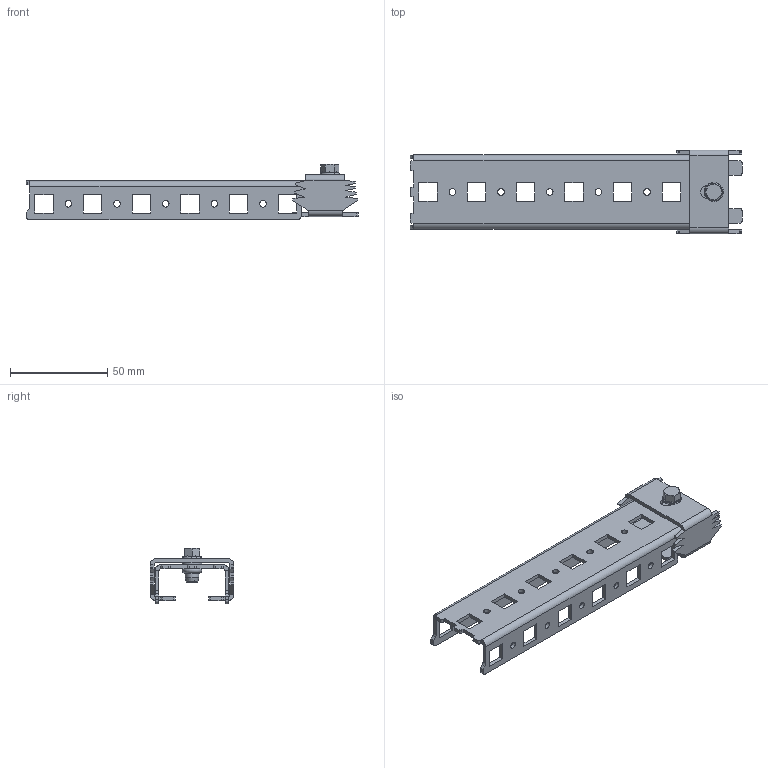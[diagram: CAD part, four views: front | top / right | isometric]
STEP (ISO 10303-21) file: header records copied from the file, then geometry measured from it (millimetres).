
FILE_DESCRIPTION (( 'STEP AP203' ), '1' );
FILE_NAME ('TI-00D-RS-020 TITAN Ðåéêà áîêîâàÿ 200 (2 øò_êîìïë) IEK.STEP', '2024-01-31T13:11:44', ( '' ), ( '' ), 'SwSTEP 2.0', 'SolidWorks 2022', '' );
FILE_SCHEMA (( 'CONFIG_CONTROL_DESIGN' ));
Length unit declared in the file: millimetre
Products named in the file (6): Заклёпка резьбовая_Заклёпка резьбовая М5; TI-00D-RS-020 TITAN Рейка боковая 200 (2 шт_компл) IEK; Болт фланцевый DIN 6921_M5x12; КИВА 240.03.10-15СБ_-20 (В=200); КИВА 240.03.11-15_-20 (В=200); КИВА 240.03.01
Assembly tree (5 placements, depth 3):
  TI-00D-RS-020 TITAN Рейка боковая 200 (2 шт_компл) IEK
    КИВА 240.03.10-15СБ_-20 (В=200)
      КИВА 240.03.11-15_-20 (В=200)
      Заклёпка резьбовая_Заклёпка резьбовая М5
    КИВА 240.03.01
    Болт фланцевый DIN 6921_M5x12
Bounding box: 170.5 x 43 x 28.6 mm (x, y, z)
Volume: 24668.4 mm3; surface area: 28363.7 mm2
Topology: 4 solids, 4 shells, 328 faces, 879 edges, 563 vertices
Faces by surface type: plane 210, cylinder 77, bspline 18, cone 17, torus 6
Entity records: 11186 total; most frequent: CARTESIAN_POINT 2254, ORIENTED_EDGE 1758, DIRECTION 1656, EDGE_CURVE 879, LINE 606, VECTOR 606, VERTEX_POINT 563, AXIS2_PLACEMENT_3D 525
